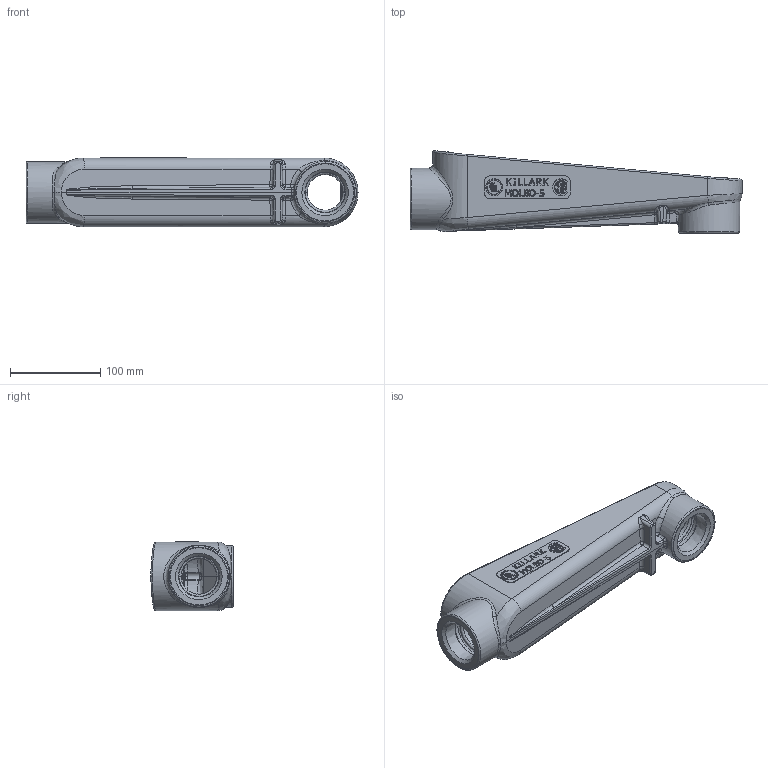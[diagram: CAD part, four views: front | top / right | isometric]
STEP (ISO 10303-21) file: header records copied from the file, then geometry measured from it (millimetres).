
FILE_DESCRIPTION(/* description */ (''),/* implementation_level */ '2;1');
FILE_NAME(/* name */ '21016-2.stp',/* time_stamp */ '2020-05-28T14:26:06+06:00',/* author */ ('lsugumaran'),/* organization */ (''),/* preprocessor_version */ 'ST-DEVELOPER v18',/* originating_system */ 'Autodesk Inventor 2020',/* authorisation */ '');
FILE_SCHEMA (('AUTOMOTIVE_DESIGN { 1 0 10303 214 3 1 1 }'));
Length unit declared in the file: inch
Products named in the file (1): 21016-2
Bounding box: 368.3 x 91.48 x 76.99 mm (x, y, z)
Volume: 541028.6 mm3; surface area: 154009 mm2
Topology: 1 solids, 1 shells, 752 faces, 1909 edges, 1190 vertices
Faces by surface type: bspline 302, plane 286, cylinder 89, cone 45, torus 26, sphere 4
Full cylindrical faces by diameter (mm): 1.772 x1, 2.115 x1, 6.401 x2, 39.573 x2, 48.412 x2, 68.275 x2
Entity records: 33071 total; most frequent: CARTESIAN_POINT 16610, ORIENTED_EDGE 3804, DIRECTION 2744, EDGE_CURVE 1902, VERTEX_POINT 1191, AXIS2_PLACEMENT_3D 955, LINE 834, VECTOR 834
